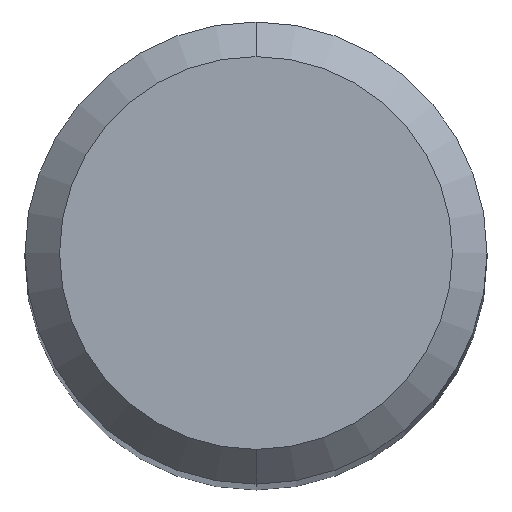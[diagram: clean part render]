
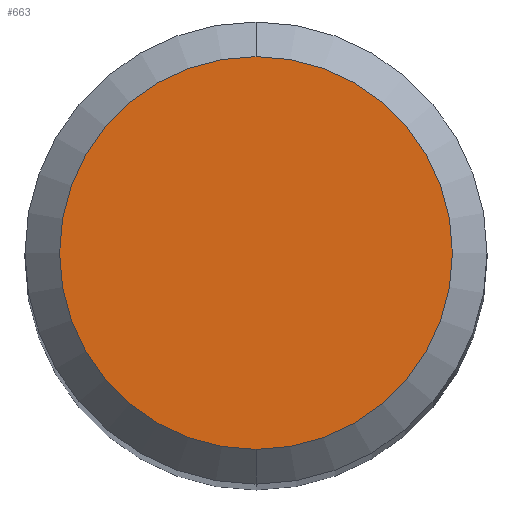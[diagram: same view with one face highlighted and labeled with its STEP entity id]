
A CAD part, top view. The second image highlights one B-rep face of the part: STEP entity #663.
In plain terms, the highlighted planar face has unit normal (0, 0, 1).
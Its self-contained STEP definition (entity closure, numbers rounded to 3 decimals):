
#341=EDGE_CURVE('',#751,#615,#915,.T.);
#591=EDGE_CURVE('',#615,#751,#1187,.T.);
#615=VERTEX_POINT('',#1214);
#663=ADVANCED_FACE('',(#1269),#1270,.T.);
#751=VERTEX_POINT('',#1365);
#915=CIRCLE('',#1581,1.7);
#1187=CIRCLE('',#3861,1.7);
#1214=CARTESIAN_POINT('',(0.,-1.7,0.0));
#1269=FACE_OUTER_BOUND('',#4124,.T.);
#1270=PLANE('',#4125);
#1365=CARTESIAN_POINT('',(0.0,1.7,0.0));
#1581=AXIS2_PLACEMENT_3D('',#4900,#4901,#4902);
#3861=AXIS2_PLACEMENT_3D('',#5172,#5173,#5174);
#4124=EDGE_LOOP('',(#5295,#5296));
#4125=AXIS2_PLACEMENT_3D('',#5297,#5298,#5299);
#4900=CARTESIAN_POINT('',(0.0,0.0,0.0));
#4901=DIRECTION('',(0.0,0.0,-1.0));
#4902=DIRECTION('',(0.0,1.0,0.0));
#5172=CARTESIAN_POINT('',(0.0,0.0,0.0));
#5173=DIRECTION('',(0.0,0.0,-1.0));
#5174=DIRECTION('',(0.0,1.0,0.0));
#5295=ORIENTED_EDGE('',*,*,#341,.F.);
#5296=ORIENTED_EDGE('',*,*,#591,.F.);
#5297=CARTESIAN_POINT('',(0.0,0.85,0.0));
#5298=DIRECTION('',(-0.0,0.0,1.0));
#5299=DIRECTION('',(0.0,-1.0,0.0));
